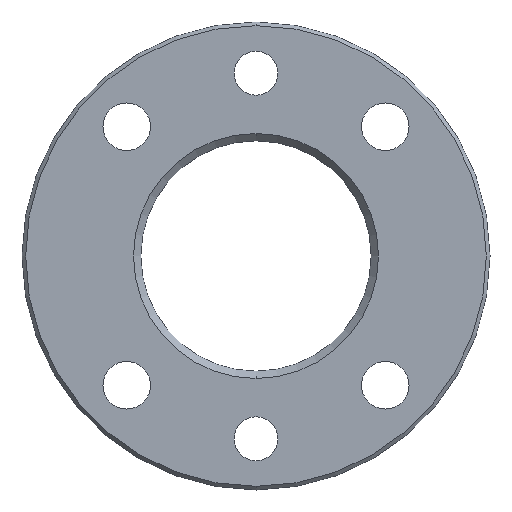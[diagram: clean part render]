
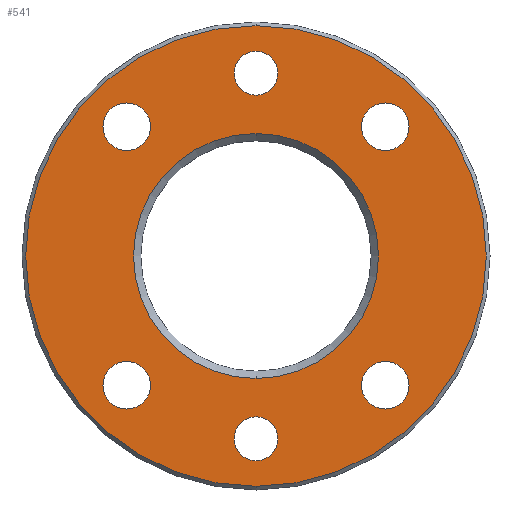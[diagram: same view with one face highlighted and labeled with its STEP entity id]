
A CAD part, front view. The second image highlights one B-rep face of the part: STEP entity #541.
In plain terms, the highlighted planar face has unit normal (0, -1, 0).
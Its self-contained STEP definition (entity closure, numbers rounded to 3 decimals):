
#2 = DIRECTION ( 'NONE',  ( 0., 0., 1. ) ) ;
#3 = CARTESIAN_POINT ( 'NONE',  ( 0., 0., -22. ) ) ;
#25 = CARTESIAN_POINT ( 'NONE',  ( 17.678, 0., 20.928 ) ) ;
#31 = VERTEX_POINT ( 'NONE', #361 ) ;
#44 = DIRECTION ( 'NONE',  ( 0., 0., -1. ) ) ;
#52 = FACE_BOUND ( 'NONE', #177, .T. ) ;
#54 = ORIENTED_EDGE ( 'NONE', *, *, #736, .T. ) ;
#63 = EDGE_CURVE ( 'NONE', #377, #579, #838, .T. ) ;
#65 = DIRECTION ( 'NONE',  ( 0., 1., 0. ) ) ;
#76 = CIRCLE ( 'NONE', #213, 3. ) ;
#83 = EDGE_LOOP ( 'NONE', ( #437, #495 ) ) ;
#90 = CIRCLE ( 'NONE', #433, 3.25 ) ;
#92 = CIRCLE ( 'NONE', #394, 3. ) ;
#94 = CARTESIAN_POINT ( 'NONE',  ( 0., 0., -28. ) ) ;
#101 = CIRCLE ( 'NONE', #170, 16.75 ) ;
#107 = FACE_BOUND ( 'NONE', #343, .T. ) ;
#111 = DIRECTION ( 'NONE',  ( 0., 1., 0. ) ) ;
#124 = VERTEX_POINT ( 'NONE', #836 ) ;
#131 = EDGE_LOOP ( 'NONE', ( #317, #211 ) ) ;
#132 = CIRCLE ( 'NONE', #839, 31.5 ) ;
#133 = CIRCLE ( 'NONE', #487, 3. ) ;
#146 = AXIS2_PLACEMENT_3D ( 'NONE', #820, #372, #816 ) ;
#151 = CARTESIAN_POINT ( 'NONE',  ( 0., 0., -16.75 ) ) ;
#152 = CARTESIAN_POINT ( 'NONE',  ( 0., 0., 28. ) ) ;
#155 = DIRECTION ( 'NONE',  ( 0., 1., 0. ) ) ;
#167 = CARTESIAN_POINT ( 'NONE',  ( 0., 0., 16.75 ) ) ;
#169 = ORIENTED_EDGE ( 'NONE', *, *, #63, .T. ) ;
#170 = AXIS2_PLACEMENT_3D ( 'NONE', #777, #111, #522 ) ;
#174 = PLANE ( 'NONE',  #473 ) ;
#177 = EDGE_LOOP ( 'NONE', ( #778, #675 ) ) ;
#187 = DIRECTION ( 'NONE',  ( 0., 0., 1. ) ) ;
#191 = CARTESIAN_POINT ( 'NONE',  ( 17.678, 0., 14.428 ) ) ;
#192 = VERTEX_POINT ( 'NONE', #191 ) ;
#195 = EDGE_CURVE ( 'NONE', #822, #477, #101, .T. ) ;
#200 = DIRECTION ( 'NONE',  ( 0., 0., 1. ) ) ;
#206 = VERTEX_POINT ( 'NONE', #3 ) ;
#211 = ORIENTED_EDGE ( 'NONE', *, *, #757, .T. ) ;
#213 = AXIS2_PLACEMENT_3D ( 'NONE', #637, #238, #478 ) ;
#220 = CARTESIAN_POINT ( 'NONE',  ( 17.678, 0., -20.928 ) ) ;
#228 = CIRCLE ( 'NONE', #708, 3.25 ) ;
#229 = FACE_BOUND ( 'NONE', #131, .T. ) ;
#236 = ORIENTED_EDGE ( 'NONE', *, *, #531, .T. ) ;
#238 = DIRECTION ( 'NONE',  ( 0., 1., 0. ) ) ;
#239 = CARTESIAN_POINT ( 'NONE',  ( 0., 0., 0. ) ) ;
#243 = DIRECTION ( 'NONE',  ( 0., -1., 0. ) ) ;
#245 = VERTEX_POINT ( 'NONE', #152 ) ;
#248 = CARTESIAN_POINT ( 'NONE',  ( 0., 0., 31.5 ) ) ;
#250 = EDGE_LOOP ( 'NONE', ( #663, #236 ) ) ;
#251 = CARTESIAN_POINT ( 'NONE',  ( -17.678, 0., 17.678 ) ) ;
#253 = EDGE_LOOP ( 'NONE', ( #639, #647 ) ) ;
#255 = DIRECTION ( 'NONE',  ( 0., 0., 1. ) ) ;
#296 = CIRCLE ( 'NONE', #407, 3. ) ;
#300 = VERTEX_POINT ( 'NONE', #25 ) ;
#304 = VERTEX_POINT ( 'NONE', #220 ) ;
#305 = DIRECTION ( 'NONE',  ( 0., 0., 1. ) ) ;
#317 = ORIENTED_EDGE ( 'NONE', *, *, #583, .T. ) ;
#318 = DIRECTION ( 'NONE',  ( 0., 1., 0. ) ) ;
#321 = CARTESIAN_POINT ( 'NONE',  ( 15.75, 0., 0. ) ) ;
#324 = VERTEX_POINT ( 'NONE', #673 ) ;
#325 = FACE_BOUND ( 'NONE', #253, .T. ) ;
#333 = CARTESIAN_POINT ( 'NONE',  ( 0., 0., -31.5 ) ) ;
#340 = VERTEX_POINT ( 'NONE', #470 ) ;
#343 = EDGE_LOOP ( 'NONE', ( #733, #651 ) ) ;
#344 = DIRECTION ( 'NONE',  ( 0., 1., 0. ) ) ;
#349 = AXIS2_PLACEMENT_3D ( 'NONE', #554, #634, #305 ) ;
#352 = CARTESIAN_POINT ( 'NONE',  ( 17.678, 0., 17.678 ) ) ;
#359 = FACE_BOUND ( 'NONE', #250, .T. ) ;
#361 = CARTESIAN_POINT ( 'NONE',  ( -17.678, 0., 20.928 ) ) ;
#372 = DIRECTION ( 'NONE',  ( 0., 1., 0. ) ) ;
#375 = DIRECTION ( 'NONE',  ( 0., 1., 0. ) ) ;
#377 = VERTEX_POINT ( 'NONE', #333 ) ;
#379 = AXIS2_PLACEMENT_3D ( 'NONE', #442, #65, #711 ) ;
#394 = AXIS2_PLACEMENT_3D ( 'NONE', #676, #344, #2 ) ;
#400 = CARTESIAN_POINT ( 'NONE',  ( 0., 0., 25. ) ) ;
#407 = AXIS2_PLACEMENT_3D ( 'NONE', #701, #318, #516 ) ;
#411 = DIRECTION ( 'NONE',  ( 0., 0., 1. ) ) ;
#416 = EDGE_CURVE ( 'NONE', #480, #340, #418, .T. ) ;
#418 = CIRCLE ( 'NONE', #146, 3.25 ) ;
#421 = VERTEX_POINT ( 'NONE', #94 ) ;
#433 = AXIS2_PLACEMENT_3D ( 'NONE', #251, #645, #255 ) ;
#437 = ORIENTED_EDGE ( 'NONE', *, *, #609, .T. ) ;
#442 = CARTESIAN_POINT ( 'NONE',  ( 17.678, 0., -17.678 ) ) ;
#445 = EDGE_CURVE ( 'NONE', #192, #300, #228, .T. ) ;
#447 = CARTESIAN_POINT ( 'NONE',  ( 17.678, 0., -14.428 ) ) ;
#451 = EDGE_CURVE ( 'NONE', #477, #822, #486, .T. ) ;
#453 = ORIENTED_EDGE ( 'NONE', *, *, #416, .T. ) ;
#470 = CARTESIAN_POINT ( 'NONE',  ( -17.678, 0., -14.428 ) ) ;
#473 = AXIS2_PLACEMENT_3D ( 'NONE', #321, #243, #768 ) ;
#477 = VERTEX_POINT ( 'NONE', #167 ) ;
#478 = DIRECTION ( 'NONE',  ( 0., 0., 1. ) ) ;
#480 = VERTEX_POINT ( 'NONE', #823 ) ;
#486 = CIRCLE ( 'NONE', #656, 16.75 ) ;
#487 = AXIS2_PLACEMENT_3D ( 'NONE', #400, #542, #538 ) ;
#493 = DIRECTION ( 'NONE',  ( 0., 1., 0. ) ) ;
#495 = ORIENTED_EDGE ( 'NONE', *, *, #660, .T. ) ;
#498 = DIRECTION ( 'NONE',  ( 0., -1., 0. ) ) ;
#508 = EDGE_CURVE ( 'NONE', #206, #421, #76, .T. ) ;
#516 = DIRECTION ( 'NONE',  ( 0., 0., 1. ) ) ;
#522 = DIRECTION ( 'NONE',  ( 0., 0., -1. ) ) ;
#531 = EDGE_CURVE ( 'NONE', #304, #691, #669, .T. ) ;
#538 = DIRECTION ( 'NONE',  ( 0., 0., 1. ) ) ;
#541 = ADVANCED_FACE ( 'NONE', ( #107, #745, #229, #359, #628, #325, #589, #52 ), #174, .T. ) ;
#542 = DIRECTION ( 'NONE',  ( 0., 1., 0. ) ) ;
#548 = AXIS2_PLACEMENT_3D ( 'NONE', #791, #672, #200 ) ;
#554 = CARTESIAN_POINT ( 'NONE',  ( 17.678, 0., -17.678 ) ) ;
#579 = VERTEX_POINT ( 'NONE', #248 ) ;
#580 = CARTESIAN_POINT ( 'NONE',  ( -17.678, 0., 17.678 ) ) ;
#583 = EDGE_CURVE ( 'NONE', #245, #324, #296, .T. ) ;
#589 = FACE_OUTER_BOUND ( 'NONE', #790, .T. ) ;
#597 = CARTESIAN_POINT ( 'NONE',  ( -17.678, 0., -17.678 ) ) ;
#603 = CIRCLE ( 'NONE', #618, 3.25 ) ;
#609 = EDGE_CURVE ( 'NONE', #31, #124, #775, .T. ) ;
#613 = EDGE_CURVE ( 'NONE', #579, #377, #132, .T. ) ;
#617 = AXIS2_PLACEMENT_3D ( 'NONE', #580, #375, #187 ) ;
#618 = AXIS2_PLACEMENT_3D ( 'NONE', #597, #731, #411 ) ;
#624 = EDGE_CURVE ( 'NONE', #691, #304, #825, .T. ) ;
#628 = FACE_BOUND ( 'NONE', #767, .T. ) ;
#634 = DIRECTION ( 'NONE',  ( 0., 1., 0. ) ) ;
#637 = CARTESIAN_POINT ( 'NONE',  ( 0., 0., -25. ) ) ;
#639 = ORIENTED_EDGE ( 'NONE', *, *, #807, .T. ) ;
#645 = DIRECTION ( 'NONE',  ( 0., 1., 0. ) ) ;
#647 = ORIENTED_EDGE ( 'NONE', *, *, #445, .T. ) ;
#648 = CARTESIAN_POINT ( 'NONE',  ( 0., 0., 0. ) ) ;
#651 = ORIENTED_EDGE ( 'NONE', *, *, #828, .T. ) ;
#656 = AXIS2_PLACEMENT_3D ( 'NONE', #806, #155, #698 ) ;
#660 = EDGE_CURVE ( 'NONE', #124, #31, #90, .T. ) ;
#663 = ORIENTED_EDGE ( 'NONE', *, *, #624, .T. ) ;
#669 = CIRCLE ( 'NONE', #349, 3.25 ) ;
#672 = DIRECTION ( 'NONE',  ( 0., 1., 0. ) ) ;
#673 = CARTESIAN_POINT ( 'NONE',  ( 0., 0., 22. ) ) ;
#675 = ORIENTED_EDGE ( 'NONE', *, *, #451, .T. ) ;
#676 = CARTESIAN_POINT ( 'NONE',  ( 0., 0., -25. ) ) ;
#679 = DIRECTION ( 'NONE',  ( 0., 0., 1. ) ) ;
#680 = AXIS2_PLACEMENT_3D ( 'NONE', #239, #498, #44 ) ;
#682 = CIRCLE ( 'NONE', #548, 3.25 ) ;
#691 = VERTEX_POINT ( 'NONE', #447 ) ;
#698 = DIRECTION ( 'NONE',  ( 0., 0., -1. ) ) ;
#700 = ORIENTED_EDGE ( 'NONE', *, *, #613, .T. ) ;
#701 = CARTESIAN_POINT ( 'NONE',  ( 0., 0., 25. ) ) ;
#708 = AXIS2_PLACEMENT_3D ( 'NONE', #352, #493, #679 ) ;
#711 = DIRECTION ( 'NONE',  ( 0., 0., 1. ) ) ;
#731 = DIRECTION ( 'NONE',  ( 0., 1., 0. ) ) ;
#733 = ORIENTED_EDGE ( 'NONE', *, *, #508, .T. ) ;
#736 = EDGE_CURVE ( 'NONE', #340, #480, #603, .T. ) ;
#745 = FACE_BOUND ( 'NONE', #83, .T. ) ;
#757 = EDGE_CURVE ( 'NONE', #324, #245, #133, .T. ) ;
#767 = EDGE_LOOP ( 'NONE', ( #54, #453 ) ) ;
#768 = DIRECTION ( 'NONE',  ( 0., 0., -1. ) ) ;
#775 = CIRCLE ( 'NONE', #617, 3.25 ) ;
#777 = CARTESIAN_POINT ( 'NONE',  ( 0., 0., 0. ) ) ;
#778 = ORIENTED_EDGE ( 'NONE', *, *, #195, .T. ) ;
#790 = EDGE_LOOP ( 'NONE', ( #700, #169 ) ) ;
#791 = CARTESIAN_POINT ( 'NONE',  ( 17.678, 0., 17.678 ) ) ;
#806 = CARTESIAN_POINT ( 'NONE',  ( 0., 0., 0. ) ) ;
#807 = EDGE_CURVE ( 'NONE', #300, #192, #682, .T. ) ;
#816 = DIRECTION ( 'NONE',  ( 0., 0., 1. ) ) ;
#820 = CARTESIAN_POINT ( 'NONE',  ( -17.678, 0., -17.678 ) ) ;
#822 = VERTEX_POINT ( 'NONE', #151 ) ;
#823 = CARTESIAN_POINT ( 'NONE',  ( -17.678, 0., -20.928 ) ) ;
#825 = CIRCLE ( 'NONE', #379, 3.25 ) ;
#827 = DIRECTION ( 'NONE',  ( 0., 0., -1. ) ) ;
#828 = EDGE_CURVE ( 'NONE', #421, #206, #92, .T. ) ;
#835 = DIRECTION ( 'NONE',  ( 0., -1., 0. ) ) ;
#836 = CARTESIAN_POINT ( 'NONE',  ( -17.678, 0., 14.428 ) ) ;
#838 = CIRCLE ( 'NONE', #680, 31.5 ) ;
#839 = AXIS2_PLACEMENT_3D ( 'NONE', #648, #835, #827 ) ;
